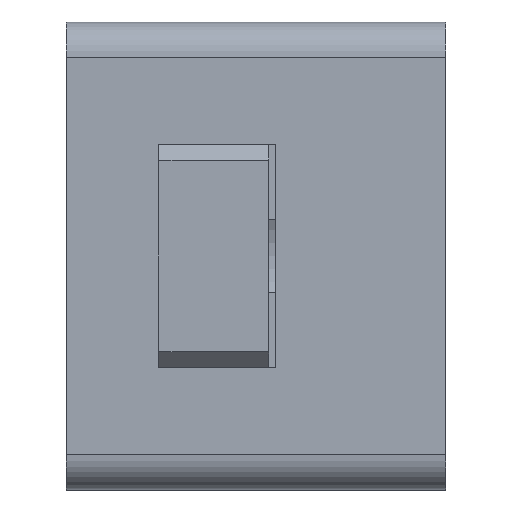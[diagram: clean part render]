
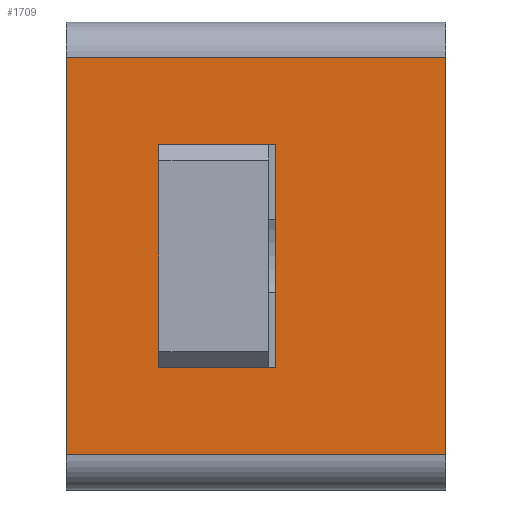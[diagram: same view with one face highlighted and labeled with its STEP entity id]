
A CAD part, front view. The second image highlights one B-rep face of the part: STEP entity #1709.
In plain terms, the highlighted planar face has unit normal (0, -1, 0).
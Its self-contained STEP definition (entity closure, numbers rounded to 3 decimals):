
#8 = AXIS2_PLACEMENT_3D ( 'NONE', #649, #504, #364 ) ;
#15 = EDGE_CURVE ( 'NONE', #1266, #1180, #1742, .T. ) ;
#18 = CARTESIAN_POINT ( 'NONE',  ( -4.75, -10., 8.95 ) ) ;
#29 = EDGE_CURVE ( 'NONE', #407, #88, #1177, .T. ) ;
#61 = ORIENTED_EDGE ( 'NONE', *, *, #29, .F. ) ;
#72 = DIRECTION ( 'NONE',  ( 1., 0., 0. ) ) ;
#88 = VERTEX_POINT ( 'NONE', #311 ) ;
#92 = VECTOR ( 'NONE', #1268, 1000. ) ;
#98 = DIRECTION ( 'NONE',  ( 0., 0., -1. ) ) ;
#133 = ORIENTED_EDGE ( 'NONE', *, *, #534, .F. ) ;
#154 = VECTOR ( 'NONE', #1674, 1000. ) ;
#179 = ORIENTED_EDGE ( 'NONE', *, *, #1643, .T. ) ;
#237 = EDGE_LOOP ( 'NONE', ( #1015, #864, #1800, #179 ) ) ;
#244 = LINE ( 'NONE', #843, #1009 ) ;
#249 = VECTOR ( 'NONE', #1804, 1000. ) ;
#288 = CARTESIAN_POINT ( 'NONE',  ( 8.5, -10., 16.2 ) ) ;
#311 = CARTESIAN_POINT ( 'NONE',  ( -4.75, -10., 3.95 ) ) ;
#332 = CARTESIAN_POINT ( 'NONE',  ( 8.5, -10., 16.2 ) ) ;
#350 = VERTEX_POINT ( 'NONE', #1721 ) ;
#364 = DIRECTION ( 'NONE',  ( 0., 0., 1. ) ) ;
#407 = VERTEX_POINT ( 'NONE', #691 ) ;
#469 = VERTEX_POINT ( 'NONE', #1739 ) ;
#504 = DIRECTION ( 'NONE',  ( 0., 1., 0. ) ) ;
#508 = VECTOR ( 'NONE', #98, 1000. ) ;
#529 = PLANE ( 'NONE',  #8 ) ;
#534 = EDGE_CURVE ( 'NONE', #469, #407, #1360, .T. ) ;
#555 = EDGE_CURVE ( 'NONE', #1139, #1180, #911, .T. ) ;
#564 = DIRECTION ( 'NONE',  ( 1., 0., 0. ) ) ;
#649 = CARTESIAN_POINT ( 'NONE',  ( -8.5, -10., 16.2 ) ) ;
#676 = EDGE_LOOP ( 'NONE', ( #133, #1131, #1439, #61 ) ) ;
#680 = EDGE_CURVE ( 'NONE', #350, #1139, #1682, .T. ) ;
#691 = CARTESIAN_POINT ( 'NONE',  ( -4.75, -10., 8.95 ) ) ;
#719 = CARTESIAN_POINT ( 'NONE',  ( -8.5, -10., 0. ) ) ;
#763 = EDGE_CURVE ( 'NONE', #1517, #469, #839, .T. ) ;
#810 = CARTESIAN_POINT ( 'NONE',  ( -8.5, -10., 0. ) ) ;
#835 = CARTESIAN_POINT ( 'NONE',  ( -4.75, -10., 8.95 ) ) ;
#839 = LINE ( 'NONE', #1879, #92 ) ;
#843 = CARTESIAN_POINT ( 'NONE',  ( -4.75, -10., 3.95 ) ) ;
#864 = ORIENTED_EDGE ( 'NONE', *, *, #555, .F. ) ;
#911 = LINE ( 'NONE', #288, #249 ) ;
#1009 = VECTOR ( 'NONE', #564, 1000. ) ;
#1012 = VECTOR ( 'NONE', #72, 1000. ) ;
#1015 = ORIENTED_EDGE ( 'NONE', *, *, #15, .T. ) ;
#1080 = CARTESIAN_POINT ( 'NONE',  ( -8.5, -10., 16.2 ) ) ;
#1108 = VECTOR ( 'NONE', #1322, 1000. ) ;
#1131 = ORIENTED_EDGE ( 'NONE', *, *, #763, .F. ) ;
#1139 = VERTEX_POINT ( 'NONE', #332 ) ;
#1144 = CARTESIAN_POINT ( 'NONE',  ( 4.75, -10., 3.95 ) ) ;
#1177 = LINE ( 'NONE', #835, #508 ) ;
#1180 = VERTEX_POINT ( 'NONE', #1386 ) ;
#1226 = DIRECTION ( 'NONE',  ( -1., 0., 0. ) ) ;
#1266 = VERTEX_POINT ( 'NONE', #810 ) ;
#1268 = DIRECTION ( 'NONE',  ( 0., 0., 1. ) ) ;
#1276 = CARTESIAN_POINT ( 'NONE',  ( -8.5, -10., 16.2 ) ) ;
#1292 = VECTOR ( 'NONE', #1226, 1000. ) ;
#1322 = DIRECTION ( 'NONE',  ( 1., 0., 0. ) ) ;
#1360 = LINE ( 'NONE', #18, #1292 ) ;
#1386 = CARTESIAN_POINT ( 'NONE',  ( 8.5, -10., 0. ) ) ;
#1394 = EDGE_CURVE ( 'NONE', #88, #1517, #244, .T. ) ;
#1439 = ORIENTED_EDGE ( 'NONE', *, *, #1394, .F. ) ;
#1517 = VERTEX_POINT ( 'NONE', #1144 ) ;
#1643 = EDGE_CURVE ( 'NONE', #350, #1266, #1813, .T. ) ;
#1674 = DIRECTION ( 'NONE',  ( 0., 0., -1. ) ) ;
#1682 = LINE ( 'NONE', #1276, #1012 ) ;
#1709 = ADVANCED_FACE ( 'NONE', ( #1862, #1710 ), #529, .F. ) ;
#1710 = FACE_OUTER_BOUND ( 'NONE', #237, .T. ) ;
#1721 = CARTESIAN_POINT ( 'NONE',  ( -8.5, -10., 16.2 ) ) ;
#1739 = CARTESIAN_POINT ( 'NONE',  ( 4.75, -10., 8.95 ) ) ;
#1742 = LINE ( 'NONE', #719, #1108 ) ;
#1800 = ORIENTED_EDGE ( 'NONE', *, *, #680, .F. ) ;
#1804 = DIRECTION ( 'NONE',  ( 0., 0., -1. ) ) ;
#1813 = LINE ( 'NONE', #1080, #154 ) ;
#1862 = FACE_BOUND ( 'NONE', #676, .T. ) ;
#1879 = CARTESIAN_POINT ( 'NONE',  ( 4.75, -10., 8.95 ) ) ;
